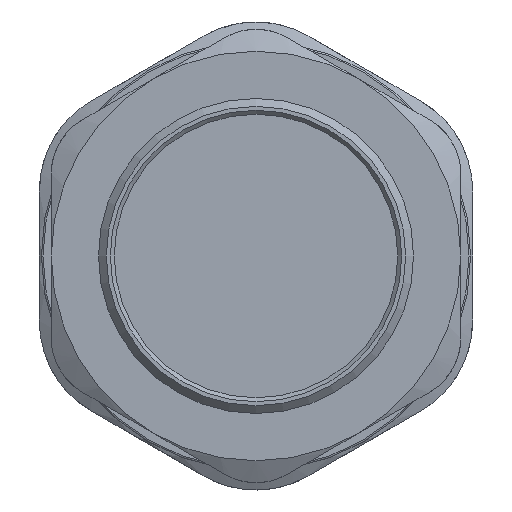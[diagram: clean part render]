
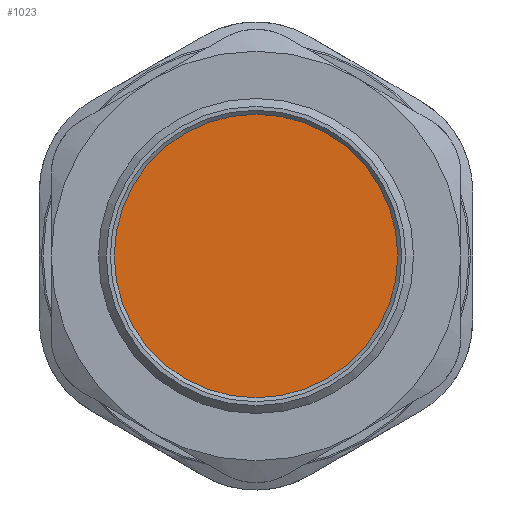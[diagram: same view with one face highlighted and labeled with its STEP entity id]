
A CAD part, front view. The second image highlights one B-rep face of the part: STEP entity #1023.
In plain terms, the highlighted planar face has unit normal (0, -1, 0).
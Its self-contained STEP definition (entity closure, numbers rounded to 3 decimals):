
#84=PLANE('',#1117);
#109=FACE_OUTER_BOUND('',#175,.T.);
#175=EDGE_LOOP('',(#655));
#283=CIRCLE('',#1118,18.);
#402=VERTEX_POINT('',#1656);
#500=EDGE_CURVE('',#402,#402,#283,.T.);
#655=ORIENTED_EDGE('',*,*,#500,.F.);
#1023=ADVANCED_FACE('',(#109),#84,.F.);
#1117=AXIS2_PLACEMENT_3D('',#1655,#1239,#1240);
#1118=AXIS2_PLACEMENT_3D('',#1657,#1241,#1242);
#1239=DIRECTION('center_axis',(0.,1.,0.));
#1240=DIRECTION('ref_axis',(0.,0.,1.));
#1241=DIRECTION('center_axis',(0.,1.,0.));
#1242=DIRECTION('ref_axis',(1.,0.,0.));
#1655=CARTESIAN_POINT('Origin',(-15.743,-39.436,-0.388));
#1656=CARTESIAN_POINT('',(-33.743,-39.436,-0.388));
#1657=CARTESIAN_POINT('Origin',(-15.743,-39.436,-0.388));
